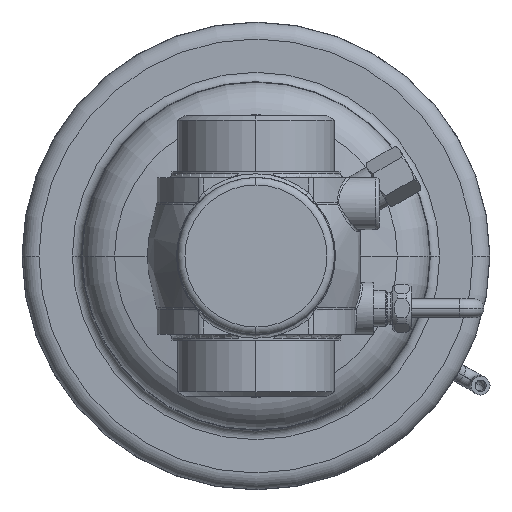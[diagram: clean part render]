
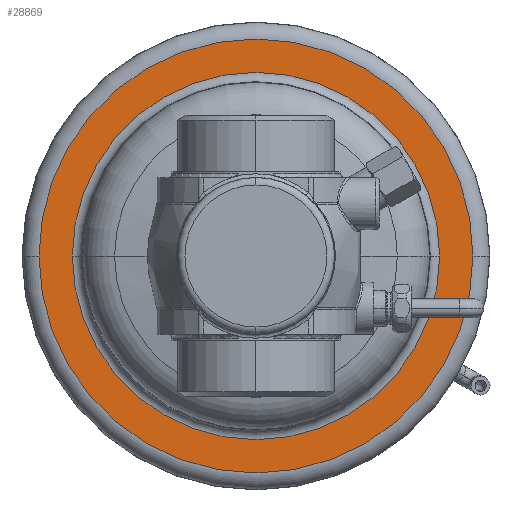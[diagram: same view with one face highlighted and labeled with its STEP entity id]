
A CAD part, left-side view. The second image highlights one B-rep face of the part: STEP entity #28869.
In plain terms, the highlighted planar face has unit normal (-1, 0, 0).
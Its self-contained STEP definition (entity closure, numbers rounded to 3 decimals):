
#3080=CARTESIAN_POINT('',(-2.5,0.,0.));
#3081=DIRECTION('',(1.,0.,0.));
#3082=DIRECTION('',(0.,1.,0.));
#3083=AXIS2_PLACEMENT_3D('',#3080,#3081,#3082);
#3085=CARTESIAN_POINT('',(-2.5,0.,0.));
#3086=DIRECTION('',(-1.,0.,0.));
#3087=DIRECTION('',(0.,1.,0.));
#3088=AXIS2_PLACEMENT_3D('',#3085,#3086,#3087);
#3100=CARTESIAN_POINT('',(-2.5,0.,0.));
#3101=DIRECTION('',(-1.,0.,0.));
#3102=DIRECTION('',(0.,1.,0.));
#3103=AXIS2_PLACEMENT_3D('',#3100,#3101,#3102);
#3105=CARTESIAN_POINT('',(-2.5,0.,0.));
#3106=DIRECTION('',(1.,0.,0.));
#3107=DIRECTION('',(0.,1.,0.));
#3108=AXIS2_PLACEMENT_3D('',#3105,#3106,#3107);
#22252=CARTESIAN_POINT('',(-2.5,58.05,0.));
#22254=VERTEX_POINT('',#22252);
#22255=CARTESIAN_POINT('',(-2.5,49.137,0.));
#22257=VERTEX_POINT('',#22255);
#22284=CARTESIAN_POINT('',(-2.5,-58.05,0.));
#22286=VERTEX_POINT('',#22284);
#22287=CARTESIAN_POINT('',(-2.5,-49.137,0.));
#22289=VERTEX_POINT('',#22287);
#28854=CARTESIAN_POINT('',(-2.5,0.,0.));
#28855=DIRECTION('',(1.,0.,0.));
#28856=DIRECTION('',(0.,-1.,0.));
#28857=AXIS2_PLACEMENT_3D('',#28854,#28855,#28856);
#28858=PLANE('',#28857);
#28859=ORIENTED_EDGE('',*,*,#28836,.T.);
#28860=ORIENTED_EDGE('',*,*,#28847,.F.);
#28861=EDGE_LOOP('',(#28859,#28860));
#28862=FACE_OUTER_BOUND('',#28861,.F.);
#28864=ORIENTED_EDGE('',*,*,#28863,.T.);
#28866=ORIENTED_EDGE('',*,*,#28865,.F.);
#28867=EDGE_LOOP('',(#28864,#28866));
#28868=FACE_BOUND('',#28867,.F.);
#28869=ADVANCED_FACE('',(#28862,#28868),#28858,.F.);
#3084=CIRCLE('',#3083,58.05);
#3089=CIRCLE('',#3088,58.05);
#3104=CIRCLE('',#3103,49.137);
#3109=CIRCLE('',#3108,49.137);
#28836=EDGE_CURVE('',#22254,#22286,#3084,.T.);
#28847=EDGE_CURVE('',#22254,#22286,#3089,.T.);
#28863=EDGE_CURVE('',#22257,#22289,#3104,.T.);
#28865=EDGE_CURVE('',#22257,#22289,#3109,.T.);
